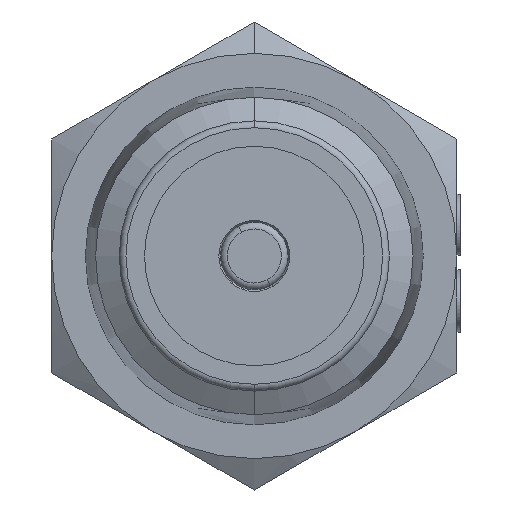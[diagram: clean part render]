
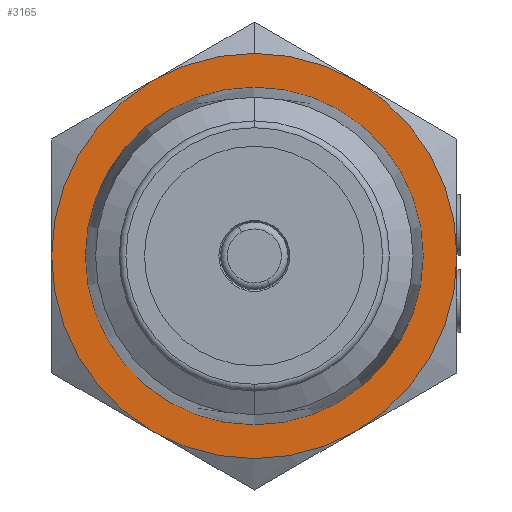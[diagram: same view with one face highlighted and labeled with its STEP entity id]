
A CAD part, front view. The second image highlights one B-rep face of the part: STEP entity #3165.
In plain terms, the highlighted planar face has unit normal (0, -1, 0).
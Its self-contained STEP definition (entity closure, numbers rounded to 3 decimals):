
#129 = FACE_OUTER_BOUND ( 'NONE', #2794, .T. ) ;
#130 = AXIS2_PLACEMENT_3D ( 'NONE', #709, #3610, #3222 ) ;
#139 = AXIS2_PLACEMENT_3D ( 'NONE', #2865, #4350, #784 ) ;
#152 = VERTEX_POINT ( 'NONE', #2472 ) ;
#154 = DIRECTION ( 'NONE',  ( 0., 0., 1. ) ) ;
#240 = ORIENTED_EDGE ( 'NONE', *, *, #821, .F. ) ;
#278 = DIRECTION ( 'NONE',  ( 0., 0., -1. ) ) ;
#418 = ORIENTED_EDGE ( 'NONE', *, *, #2650, .T. ) ;
#431 = ORIENTED_EDGE ( 'NONE', *, *, #3786, .F. ) ;
#468 = EDGE_CURVE ( 'NONE', #3908, #2047, #2060, .T. ) ;
#631 = AXIS2_PLACEMENT_3D ( 'NONE', #1516, #2598, #1485 ) ;
#640 = CARTESIAN_POINT ( 'NONE',  ( 0., -2.75, 0. ) ) ;
#665 = VERTEX_POINT ( 'NONE', #2135 ) ;
#709 = CARTESIAN_POINT ( 'NONE',  ( 0., -2.75, 0. ) ) ;
#729 = EDGE_CURVE ( 'NONE', #4473, #152, #2523, .T. ) ;
#753 = VERTEX_POINT ( 'NONE', #1093 ) ;
#784 = DIRECTION ( 'NONE',  ( 0., 0., 1. ) ) ;
#821 = EDGE_CURVE ( 'NONE', #1817, #753, #1326, .T. ) ;
#826 = CARTESIAN_POINT ( 'NONE',  ( 0., -2.75, 0. ) ) ;
#1093 = CARTESIAN_POINT ( 'NONE',  ( 6., -2.75, 0. ) ) ;
#1290 = CARTESIAN_POINT ( 'NONE',  ( 0., -2.75, -5. ) ) ;
#1313 = ORIENTED_EDGE ( 'NONE', *, *, #2046, .F. ) ;
#1326 = CIRCLE ( 'NONE', #2720, 6. ) ;
#1406 = FACE_BOUND ( 'NONE', #3799, .T. ) ;
#1485 = DIRECTION ( 'NONE',  ( 0., 0., 1. ) ) ;
#1489 = ORIENTED_EDGE ( 'NONE', *, *, #3979, .F. ) ;
#1513 = CIRCLE ( 'NONE', #3887, 6. ) ;
#1516 = CARTESIAN_POINT ( 'NONE',  ( 0., -2.75, 0. ) ) ;
#1522 = VERTEX_POINT ( 'NONE', #2272 ) ;
#1545 = AXIS2_PLACEMENT_3D ( 'NONE', #826, #2214, #3326 ) ;
#1580 = CIRCLE ( 'NONE', #139, 5. ) ;
#1672 = DIRECTION ( 'NONE',  ( 0., 0., 1. ) ) ;
#1700 = DIRECTION ( 'NONE',  ( 0., 1., 0. ) ) ;
#1817 = VERTEX_POINT ( 'NONE', #1899 ) ;
#1819 = CARTESIAN_POINT ( 'NONE',  ( 0., -2.75, 0. ) ) ;
#1899 = CARTESIAN_POINT ( 'NONE',  ( 3., -2.75, 5.196 ) ) ;
#1911 = CARTESIAN_POINT ( 'NONE',  ( 0., -2.75, 0. ) ) ;
#1977 = DIRECTION ( 'NONE',  ( 0., 1., 0. ) ) ;
#2046 = EDGE_CURVE ( 'NONE', #665, #3359, #4572, .T. ) ;
#2047 = VERTEX_POINT ( 'NONE', #3973 ) ;
#2060 = CIRCLE ( 'NONE', #130, 6. ) ;
#2135 = CARTESIAN_POINT ( 'NONE',  ( 3., -2.75, -5.196 ) ) ;
#2214 = DIRECTION ( 'NONE',  ( 0., 1., 0. ) ) ;
#2272 = CARTESIAN_POINT ( 'NONE',  ( -6., -2.75, 0. ) ) ;
#2282 = DIRECTION ( 'NONE',  ( 0., 0., 1. ) ) ;
#2387 = DIRECTION ( 'NONE',  ( 0., -1., 0. ) ) ;
#2472 = CARTESIAN_POINT ( 'NONE',  ( 0., -2.75, -5. ) ) ;
#2487 = CIRCLE ( 'NONE', #4047, 6. ) ;
#2496 = ORIENTED_EDGE ( 'NONE', *, *, #468, .F. ) ;
#2523 = CIRCLE ( 'NONE', #2830, 5. ) ;
#2598 = DIRECTION ( 'NONE',  ( 0., 1., 0. ) ) ;
#2650 = EDGE_CURVE ( 'NONE', #152, #4473, #1580, .T. ) ;
#2698 = CIRCLE ( 'NONE', #631, 6. ) ;
#2720 = AXIS2_PLACEMENT_3D ( 'NONE', #640, #3587, #2840 ) ;
#2794 = EDGE_LOOP ( 'NONE', ( #240, #431, #2496, #4412, #1489, #1313, #4524 ) ) ;
#2830 = AXIS2_PLACEMENT_3D ( 'NONE', #4302, #1977, #154 ) ;
#2840 = DIRECTION ( 'NONE',  ( 0., 0., 1. ) ) ;
#2865 = CARTESIAN_POINT ( 'NONE',  ( 0., -2.75, 0. ) ) ;
#2894 = DIRECTION ( 'NONE',  ( 0., 0., 1. ) ) ;
#3134 = EDGE_CURVE ( 'NONE', #753, #665, #2487, .T. ) ;
#3165 = ADVANCED_FACE ( 'NONE', ( #1406, #129 ), #4539, .T. ) ;
#3179 = AXIS2_PLACEMENT_3D ( 'NONE', #1290, #2387, #278 ) ;
#3222 = DIRECTION ( 'NONE',  ( 0., 0., 1. ) ) ;
#3326 = DIRECTION ( 'NONE',  ( 0., 0., 1. ) ) ;
#3329 = CIRCLE ( 'NONE', #1545, 6. ) ;
#3359 = VERTEX_POINT ( 'NONE', #3883 ) ;
#3587 = DIRECTION ( 'NONE',  ( 0., 1., 0. ) ) ;
#3610 = DIRECTION ( 'NONE',  ( 0., 1., 0. ) ) ;
#3717 = AXIS2_PLACEMENT_3D ( 'NONE', #1819, #4665, #2894 ) ;
#3786 = EDGE_CURVE ( 'NONE', #2047, #1817, #1513, .T. ) ;
#3793 = CARTESIAN_POINT ( 'NONE',  ( -3., -2.75, 5.196 ) ) ;
#3799 = EDGE_LOOP ( 'NONE', ( #4286, #418 ) ) ;
#3883 = CARTESIAN_POINT ( 'NONE',  ( -3., -2.75, -5.196 ) ) ;
#3887 = AXIS2_PLACEMENT_3D ( 'NONE', #1911, #4431, #2282 ) ;
#3908 = VERTEX_POINT ( 'NONE', #3793 ) ;
#3973 = CARTESIAN_POINT ( 'NONE',  ( 0., -2.75, 6. ) ) ;
#3979 = EDGE_CURVE ( 'NONE', #3359, #1522, #3329, .T. ) ;
#4024 = EDGE_CURVE ( 'NONE', #1522, #3908, #2698, .T. ) ;
#4047 = AXIS2_PLACEMENT_3D ( 'NONE', #4164, #1700, #1672 ) ;
#4164 = CARTESIAN_POINT ( 'NONE',  ( 0., -2.75, 0. ) ) ;
#4286 = ORIENTED_EDGE ( 'NONE', *, *, #729, .T. ) ;
#4302 = CARTESIAN_POINT ( 'NONE',  ( 0., -2.75, 0. ) ) ;
#4350 = DIRECTION ( 'NONE',  ( 0., 1., 0. ) ) ;
#4369 = CARTESIAN_POINT ( 'NONE',  ( 0., -2.75, 5. ) ) ;
#4412 = ORIENTED_EDGE ( 'NONE', *, *, #4024, .F. ) ;
#4431 = DIRECTION ( 'NONE',  ( 0., 1., 0. ) ) ;
#4473 = VERTEX_POINT ( 'NONE', #4369 ) ;
#4524 = ORIENTED_EDGE ( 'NONE', *, *, #3134, .F. ) ;
#4539 = PLANE ( 'NONE',  #3179 ) ;
#4572 = CIRCLE ( 'NONE', #3717, 6. ) ;
#4665 = DIRECTION ( 'NONE',  ( 0., 1., 0. ) ) ;
